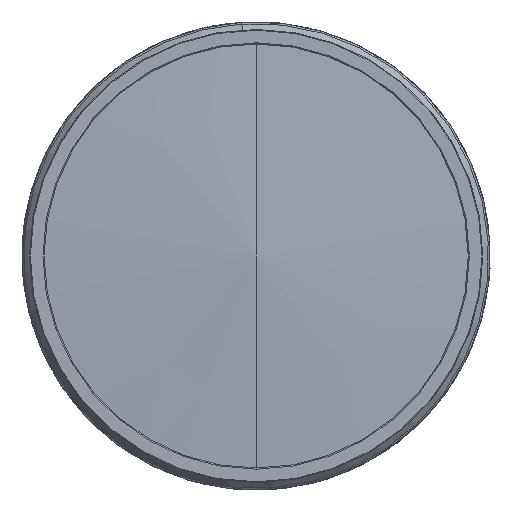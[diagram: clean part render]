
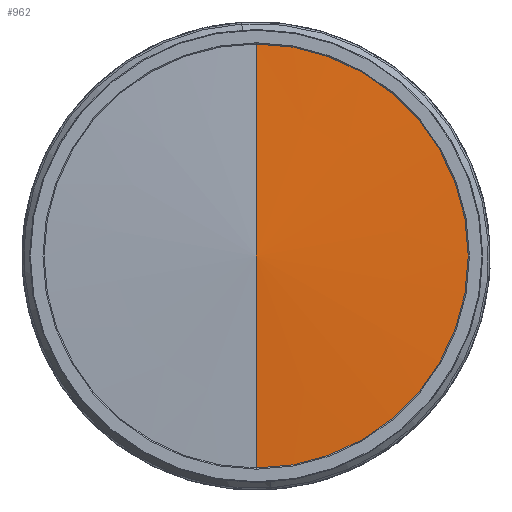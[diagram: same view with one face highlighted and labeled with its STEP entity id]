
A CAD part, left-side view. The second image highlights one B-rep face of the part: STEP entity #962.
In plain terms, the highlighted conical face has half-angle 87.304 degrees and reference radius 58.425 mm.
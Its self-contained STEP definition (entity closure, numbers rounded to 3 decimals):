
#43 = CARTESIAN_POINT ( 'NONE',  ( 3.051, 0., -58.425 ) ) ;
#85 = DIRECTION ( 'NONE',  ( 0., 0., -1. ) ) ;
#552 = VERTEX_POINT ( 'NONE', #2012 ) ;
#744 = VERTEX_POINT ( 'NONE', #4612 ) ;
#962 = ADVANCED_FACE ( 'NONE', ( #4633 ), #3878, .T. ) ;
#1091 = VECTOR ( 'NONE', #2876, 1000. ) ;
#1235 = CARTESIAN_POINT ( 'NONE',  ( 3.051, 0., 58.425 ) ) ;
#1453 = CIRCLE ( 'NONE', #3532, 56.15 ) ;
#1687 = DIRECTION ( 'NONE',  ( 0.047, 0., 0.999 ) ) ;
#1717 = DIRECTION ( 'NONE',  ( 1., 0., 0. ) ) ;
#1899 = CARTESIAN_POINT ( 'NONE',  ( 2.944, 0., 56.15 ) ) ;
#1974 = DIRECTION ( 'NONE',  ( 0., 0., -1. ) ) ;
#1998 = AXIS2_PLACEMENT_3D ( 'NONE', #3306, #1717, #85 ) ;
#2012 = CARTESIAN_POINT ( 'NONE',  ( 0.3, 0., 0. ) ) ;
#2029 = VECTOR ( 'NONE', #1687, 1000. ) ;
#2262 = VERTEX_POINT ( 'NONE', #1899 ) ;
#2680 = ORIENTED_EDGE ( 'NONE', *, *, #5181, .F. ) ;
#2703 = DIRECTION ( 'NONE',  ( 1., 0., 0. ) ) ;
#2876 = DIRECTION ( 'NONE',  ( 0.047, 0., -0.999 ) ) ;
#3063 = EDGE_CURVE ( 'NONE', #2262, #744, #1453, .T. ) ;
#3306 = CARTESIAN_POINT ( 'NONE',  ( 3.051, 0., 0. ) ) ;
#3343 = LINE ( 'NONE', #1235, #2029 ) ;
#3532 = AXIS2_PLACEMENT_3D ( 'NONE', #5178, #2703, #1974 ) ;
#3632 = ORIENTED_EDGE ( 'NONE', *, *, #4224, .T. ) ;
#3878 = CONICAL_SURFACE ( 'NONE', #1998, 58.425, 1.524 ) ;
#4224 = EDGE_CURVE ( 'NONE', #552, #744, #4532, .T. ) ;
#4532 = LINE ( 'NONE', #43, #1091 ) ;
#4612 = CARTESIAN_POINT ( 'NONE',  ( 2.944, 0., -56.15 ) ) ;
#4633 = FACE_OUTER_BOUND ( 'NONE', #5187, .T. ) ;
#5142 = ORIENTED_EDGE ( 'NONE', *, *, #3063, .F. ) ;
#5178 = CARTESIAN_POINT ( 'NONE',  ( 2.944, 0., 0. ) ) ;
#5181 = EDGE_CURVE ( 'NONE', #552, #2262, #3343, .T. ) ;
#5187 = EDGE_LOOP ( 'NONE', ( #2680, #3632, #5142 ) ) ;
